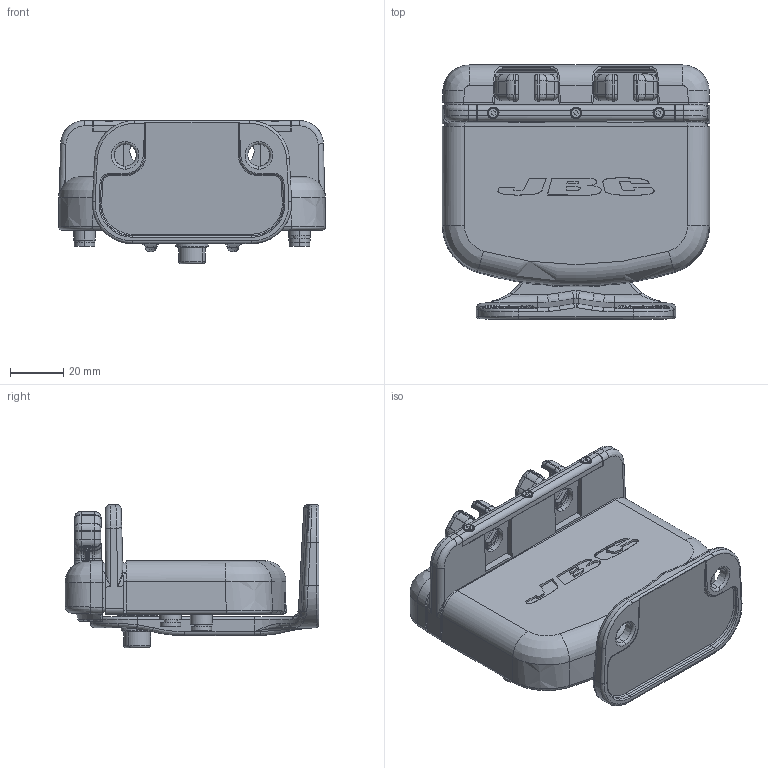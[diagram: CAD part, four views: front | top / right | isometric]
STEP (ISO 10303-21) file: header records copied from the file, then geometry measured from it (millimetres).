
FILE_DESCRIPTION (( 'STEP AP203' ), '1' );
FILE_NAME ('CS2R470B.STEP', '2020-07-15T10:40:07', ( '' ), ( '' ), 'SwSTEP 2.0', 'SolidWorks 2019', '' );
FILE_SCHEMA (( 'CONFIG_CONTROL_DESIGN' ));
Length unit declared in the file: millimetre
Products named in the file (1): CS2R470B
Bounding box: 99.93 x 95 x 53.8 mm (x, y, z)
Volume: 92878 mm3; surface area: 76026.3 mm2
Topology: 60 solids, 60 shells, 3327 faces, 8280 edges, 5127 vertices
Faces by surface type: plane 1353, cylinder 701, bspline 685, cone 479, torus 60, sphere 49
Entity records: 118835 total; most frequent: CARTESIAN_POINT 46741, ORIENTED_EDGE 16454, DIRECTION 13012, EDGE_CURVE 8227, VERTEX_POINT 5127, AXIS2_PLACEMENT_3D 4358, VECTOR 4296, LINE 4296
